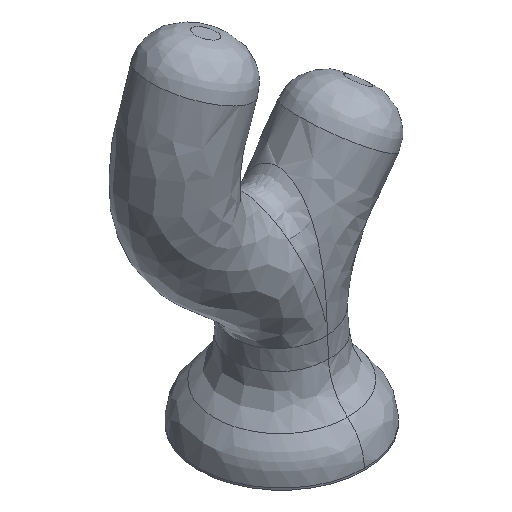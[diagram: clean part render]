
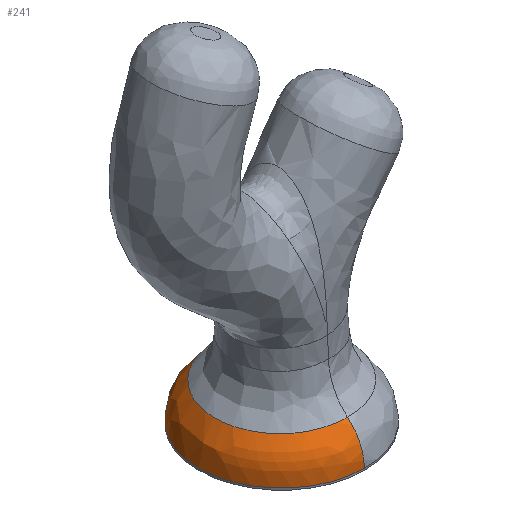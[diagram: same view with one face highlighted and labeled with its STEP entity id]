
A CAD part, isometric view. The second image highlights one B-rep face of the part: STEP entity #241.
In plain terms, the highlighted free-form (B-spline) face has degree [2, 2] with [3, 5] control points.
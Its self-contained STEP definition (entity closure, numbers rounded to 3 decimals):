
#26=(
BOUNDED_SURFACE()
B_SPLINE_SURFACE(2,2,((#671,#672,#673,#674,#675),(#676,#677,#678,#679,#680),
(#681,#682,#683,#684,#685)),.UNSPECIFIED.,.F.,.F.,.F.)
B_SPLINE_SURFACE_WITH_KNOTS((3,3),(3,2,3),(-0.877,0.),(-3.142,
-1.571,0.),.UNSPECIFIED.)
GEOMETRIC_REPRESENTATION_ITEM()
RATIONAL_B_SPLINE_SURFACE(((1.,0.707,1.,0.707,1.),
(0.905,0.64,0.905,0.64,
0.905),(1.,0.707,1.,0.707,1.)))
REPRESENTATION_ITEM('')
SURFACE()
);
#31=FACE_OUTER_BOUND('',#49,.T.);
#49=EDGE_LOOP('',(#169,#170,#171,#172,#173));
#65=B_SPLINE_CURVE_WITH_KNOTS('',3,(#358,#359,#360,#361,#362,#363,#364),
 .UNSPECIFIED.,.F.,.F.,(4,1,1,1,4),(2.669,2.861,3.247,
3.632,4.008),.UNSPECIFIED.);
#89=CIRCLE('',#271,1.976);
#90=CIRCLE('',#272,3.5);
#91=CIRCLE('',#273,3.5);
#92=CIRCLE('',#274,1.976);
#100=VERTEX_POINT('',#355);
#101=VERTEX_POINT('',#357);
#106=VERTEX_POINT('',#686);
#107=VERTEX_POINT('',#688);
#108=VERTEX_POINT('',#690);
#121=EDGE_CURVE('',#100,#101,#65,.T.);
#130=EDGE_CURVE('',#106,#100,#89,.T.);
#131=EDGE_CURVE('',#106,#107,#90,.T.);
#132=EDGE_CURVE('',#107,#108,#91,.T.);
#133=EDGE_CURVE('',#101,#108,#92,.T.);
#169=ORIENTED_EDGE('',*,*,#121,.F.);
#170=ORIENTED_EDGE('',*,*,#130,.F.);
#171=ORIENTED_EDGE('',*,*,#131,.T.);
#172=ORIENTED_EDGE('',*,*,#132,.T.);
#173=ORIENTED_EDGE('',*,*,#133,.F.);
#241=ADVANCED_FACE('',(#31),#26,.T.);
#271=AXIS2_PLACEMENT_3D('',#687,#291,#292);
#272=AXIS2_PLACEMENT_3D('',#689,#293,#294);
#273=AXIS2_PLACEMENT_3D('',#691,#295,#296);
#274=AXIS2_PLACEMENT_3D('',#692,#297,#298);
#291=DIRECTION('center_axis',(1.,0.,0.));
#292=DIRECTION('ref_axis',(0.,1.,0.));
#293=DIRECTION('center_axis',(0.,0.,1.));
#294=DIRECTION('ref_axis',(0.,-1.,0.));
#295=DIRECTION('center_axis',(0.,0.,1.));
#296=DIRECTION('ref_axis',(0.,-1.,0.));
#297=DIRECTION('center_axis',(1.,0.,0.));
#298=DIRECTION('ref_axis',(0.,-0.229,0.973));
#355=CARTESIAN_POINT('',(1.024,2.787,68.508));
#357=CARTESIAN_POINT('',(1.024,-2.787,68.508));
#358=CARTESIAN_POINT('Ctrl Pts',(1.024,2.787,68.508));
#359=CARTESIAN_POINT('Ctrl Pts',(0.6,2.792,68.505));
#360=CARTESIAN_POINT('Ctrl Pts',(-0.679,2.52,68.494));
#361=CARTESIAN_POINT('Ctrl Pts',(-2.129,0.688,68.484));
#362=CARTESIAN_POINT('Ctrl Pts',(-1.471,-2.017,68.488));
#363=CARTESIAN_POINT('Ctrl Pts',(0.198,-2.795,68.501));
#364=CARTESIAN_POINT('Ctrl Pts',(1.024,-2.787,68.508));
#671=CARTESIAN_POINT('Ctrl Pts',(1.024,2.787,68.508));
#672=CARTESIAN_POINT('Ctrl Pts',(-1.763,2.787,68.508));
#673=CARTESIAN_POINT('Ctrl Pts',(-1.763,0.,
68.508));
#674=CARTESIAN_POINT('Ctrl Pts',(-1.763,-2.787,68.508));
#675=CARTESIAN_POINT('Ctrl Pts',(1.024,-2.787,68.508));
#676=CARTESIAN_POINT('Ctrl Pts',(1.024,3.5,67.916));
#677=CARTESIAN_POINT('Ctrl Pts',(-2.476,3.5,67.916));
#678=CARTESIAN_POINT('Ctrl Pts',(-2.476,0.,
67.916));
#679=CARTESIAN_POINT('Ctrl Pts',(-2.476,-3.5,67.916));
#680=CARTESIAN_POINT('Ctrl Pts',(1.024,-3.5,67.916));
#681=CARTESIAN_POINT('Ctrl Pts',(1.024,3.5,66.989));
#682=CARTESIAN_POINT('Ctrl Pts',(-2.476,3.5,66.989));
#683=CARTESIAN_POINT('Ctrl Pts',(-2.476,0.,
66.989));
#684=CARTESIAN_POINT('Ctrl Pts',(-2.476,-3.5,66.989));
#685=CARTESIAN_POINT('Ctrl Pts',(1.024,-3.5,66.989));
#686=CARTESIAN_POINT('',(1.024,3.5,66.989));
#687=CARTESIAN_POINT('Origin',(1.024,1.524,66.989));
#688=CARTESIAN_POINT('',(-2.476,0.,66.989));
#689=CARTESIAN_POINT('Origin',(1.024,0.,66.989));
#690=CARTESIAN_POINT('',(1.024,-3.5,66.989));
#691=CARTESIAN_POINT('Origin',(1.024,0.,66.989));
#692=CARTESIAN_POINT('Origin',(1.024,-1.524,66.989));
